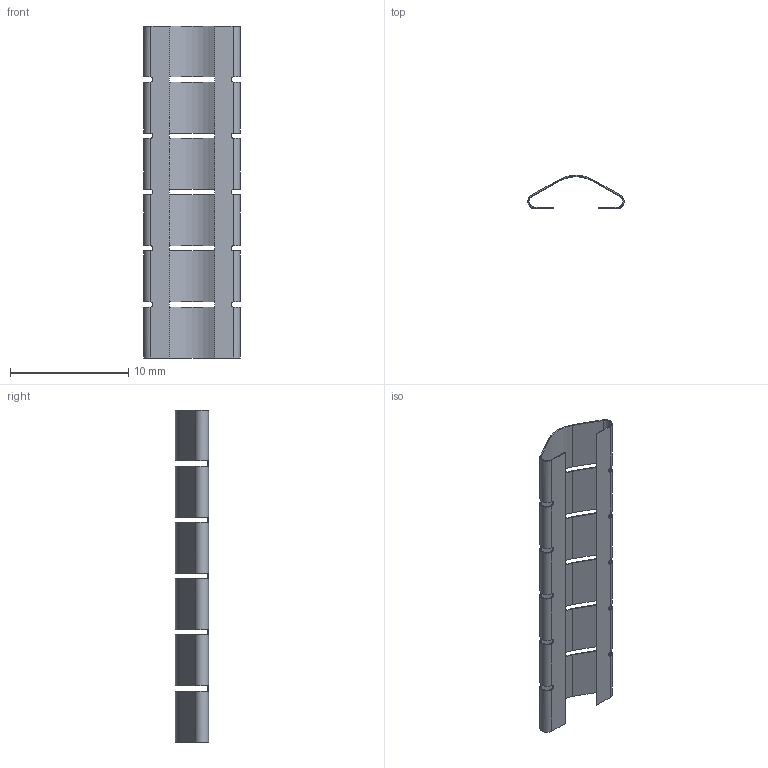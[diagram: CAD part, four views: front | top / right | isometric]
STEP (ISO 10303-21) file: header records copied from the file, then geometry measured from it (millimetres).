
FILE_DESCRIPTION (( 'STEP AP214' ), '1' );
FILE_NAME ('0077-0044.STEP', '2020-07-17T14:56:53', ( '' ), ( '' ), 'SwSTEP 2.0', 'SolidWorks 2018', '' );
FILE_SCHEMA (( 'AUTOMOTIVE_DESIGN' ));
Length unit declared in the file: inch
Products named in the file (1): 0077-0044
Bounding box: 8.13 x 2.79 x 28.04 mm (x, y, z)
Volume: 33.4 mm3; surface area: 768.3 mm2
Topology: 1 solids, 1 shells, 173 faces, 407 edges, 226 vertices
Faces by surface type: plane 90, cylinder 63, bspline 20
Entity records: 4959 total; most frequent: CARTESIAN_POINT 1127, ORIENTED_EDGE 814, DIRECTION 761, EDGE_CURVE 407, AXIS2_PLACEMENT_3D 280, VERTEX_POINT 226, VECTOR 201, LINE 201
